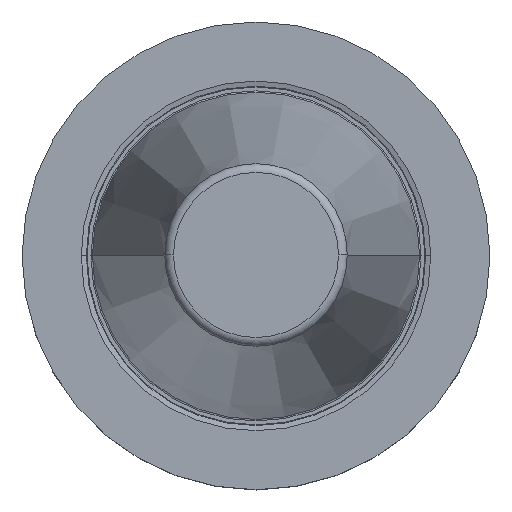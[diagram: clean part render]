
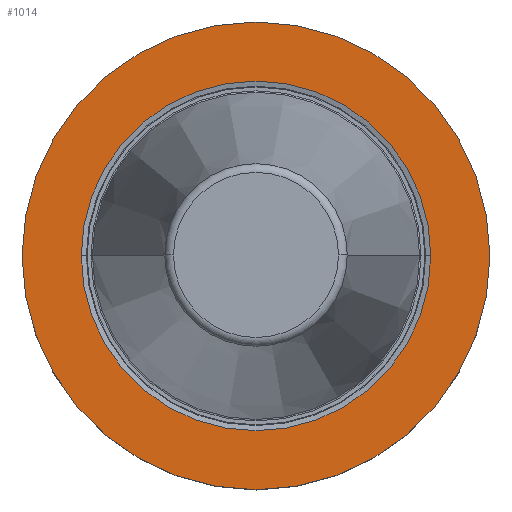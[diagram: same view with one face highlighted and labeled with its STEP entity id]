
A CAD part, top view. The second image highlights one B-rep face of the part: STEP entity #1014.
In plain terms, the highlighted planar face has unit normal (0, 0, 1).
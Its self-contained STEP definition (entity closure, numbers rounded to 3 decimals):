
#113=CARTESIAN_POINT('',(0.,0.,-3.2));
#114=DIRECTION('',(0.,0.,1.));
#115=DIRECTION('',(1.,0.,0.));
#116=AXIS2_PLACEMENT_3D('',#113,#114,#115);
#121=CARTESIAN_POINT('',(0.,0.,-3.2));
#122=DIRECTION('',(0.,0.,-1.));
#123=DIRECTION('',(1.,0.,0.));
#124=AXIS2_PLACEMENT_3D('',#121,#122,#123);
#129=CARTESIAN_POINT('',(0.,0.,-3.2));
#130=DIRECTION('',(0.,0.,1.));
#131=DIRECTION('',(1.,0.,0.));
#132=AXIS2_PLACEMENT_3D('',#129,#130,#131);
#137=CARTESIAN_POINT('',(0.,0.,-3.2));
#138=DIRECTION('',(0.,0.,1.));
#139=DIRECTION('',(-1.,0.,0.));
#140=AXIS2_PLACEMENT_3D('',#137,#138,#139);
#827=CARTESIAN_POINT('',(31.775,0.,-3.2));
#828=CARTESIAN_POINT('',(-31.775,0.,-3.2));
#829=VERTEX_POINT('',#827);
#830=VERTEX_POINT('',#828);
#893=CARTESIAN_POINT('',(23.746,0.,-3.2));
#894=VERTEX_POINT('',#893);
#897=CARTESIAN_POINT('',(-23.746,0.,-3.2));
#898=VERTEX_POINT('',#897);
#999=CARTESIAN_POINT('',(0.,0.,-3.2));
#1000=DIRECTION('',(0.,0.,-1.));
#1001=DIRECTION('',(-1.,0.,0.));
#1002=AXIS2_PLACEMENT_3D('',#999,#1000,#1001);
#1003=PLANE('',#1002);
#1004=ORIENTED_EDGE('',*,*,#979,.F.);
#1005=ORIENTED_EDGE('',*,*,#920,.T.);
#1006=EDGE_LOOP('',(#1004,#1005));
#1007=FACE_OUTER_BOUND('',#1006,.F.);
#1009=ORIENTED_EDGE('',*,*,#1008,.T.);
#1011=ORIENTED_EDGE('',*,*,#1010,.T.);
#1012=EDGE_LOOP('',(#1009,#1011));
#1013=FACE_BOUND('',#1012,.F.);
#1014=ADVANCED_FACE('',(#1007,#1013),#1003,.F.);
#117=CIRCLE('',#116,31.775);
#125=CIRCLE('',#124,31.775);
#133=CIRCLE('',#132,23.746);
#141=CIRCLE('',#140,23.746);
#920=EDGE_CURVE('',#829,#830,#125,.T.);
#979=EDGE_CURVE('',#829,#830,#117,.T.);
#1008=EDGE_CURVE('',#894,#898,#133,.T.);
#1010=EDGE_CURVE('',#898,#894,#141,.T.);
